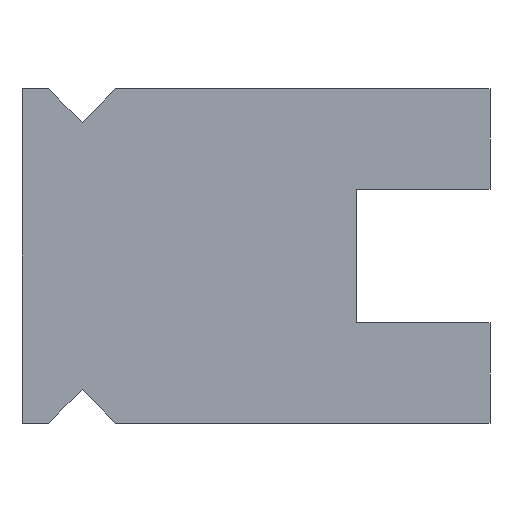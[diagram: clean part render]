
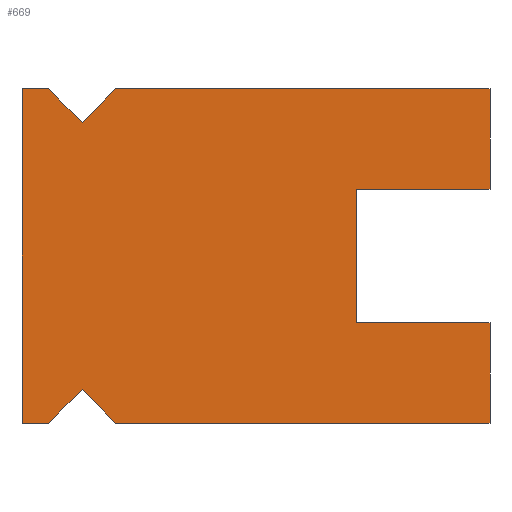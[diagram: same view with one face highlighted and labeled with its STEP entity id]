
A CAD part, left-side view. The second image highlights one B-rep face of the part: STEP entity #669.
In plain terms, the highlighted planar face has unit normal (-1, 0, 0).
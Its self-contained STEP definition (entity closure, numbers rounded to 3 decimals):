
#2 = VERTEX_POINT ( 'NONE', #694 ) ;
#8 = EDGE_CURVE ( 'NONE', #423, #666, #486, .T. ) ;
#12 = VECTOR ( 'NONE', #139, 1000. ) ;
#17 = CARTESIAN_POINT ( 'NONE',  ( -110., 26., 35. ) ) ;
#47 = DIRECTION ( 'NONE',  ( 0., -0.707, -0.707 ) ) ;
#55 = VERTEX_POINT ( 'NONE', #619 ) ;
#56 = FACE_OUTER_BOUND ( 'NONE', #727, .T. ) ;
#64 = CARTESIAN_POINT ( 'NONE',  ( -110., -35., 30. ) ) ;
#95 = CARTESIAN_POINT ( 'NONE',  ( -110., 35., -10. ) ) ;
#96 = DIRECTION ( 'NONE',  ( 0., -0.707, 0.707 ) ) ;
#99 = CARTESIAN_POINT ( 'NONE',  ( -110., -35., -10. ) ) ;
#124 = LINE ( 'NONE', #434, #705 ) ;
#130 = ORIENTED_EDGE ( 'NONE', *, *, #512, .F. ) ;
#132 = EDGE_CURVE ( 'NONE', #918, #423, #734, .T. ) ;
#135 = CARTESIAN_POINT ( 'NONE',  ( -110., 26., -5. ) ) ;
#139 = DIRECTION ( 'NONE',  ( 0., 0.707, 0.707 ) ) ;
#145 = EDGE_CURVE ( 'NONE', #2, #892, #258, .T. ) ;
#159 = CARTESIAN_POINT ( 'NONE',  ( -110., 31., -10. ) ) ;
#166 = ORIENTED_EDGE ( 'NONE', *, *, #729, .F. ) ;
#178 = CARTESIAN_POINT ( 'NONE',  ( -110., -35., -10. ) ) ;
#195 = CARTESIAN_POINT ( 'NONE',  ( -110., 31., 40. ) ) ;
#218 = LINE ( 'NONE', #829, #722 ) ;
#219 = VECTOR ( 'NONE', #924, 1000. ) ;
#226 = DIRECTION ( 'NONE',  ( 0., 0., -1. ) ) ;
#231 = CARTESIAN_POINT ( 'NONE',  ( -110., -35., 25. ) ) ;
#240 = DIRECTION ( 'NONE',  ( 0., 1., 0. ) ) ;
#248 = CARTESIAN_POINT ( 'NONE',  ( -110., -35., 40. ) ) ;
#258 = LINE ( 'NONE', #890, #628 ) ;
#265 = CARTESIAN_POINT ( 'NONE',  ( -110., 31., 40. ) ) ;
#272 = VERTEX_POINT ( 'NONE', #231 ) ;
#283 = DIRECTION ( 'NONE',  ( 0., 0., -1. ) ) ;
#286 = VERTEX_POINT ( 'NONE', #753 ) ;
#298 = EDGE_CURVE ( 'NONE', #802, #571, #452, .T. ) ;
#306 = LINE ( 'NONE', #933, #691 ) ;
#324 = VECTOR ( 'NONE', #849, 1000. ) ;
#327 = ORIENTED_EDGE ( 'NONE', *, *, #436, .T. ) ;
#349 = ORIENTED_EDGE ( 'NONE', *, *, #298, .F. ) ;
#356 = PLANE ( 'NONE',  #392 ) ;
#360 = VECTOR ( 'NONE', #750, 1000. ) ;
#368 = EDGE_CURVE ( 'NONE', #286, #55, #603, .T. ) ;
#374 = VECTOR ( 'NONE', #898, 1000. ) ;
#385 = CARTESIAN_POINT ( 'NONE',  ( -110., 21., -10. ) ) ;
#392 = AXIS2_PLACEMENT_3D ( 'NONE', #660, #965, #283 ) ;
#422 = ORIENTED_EDGE ( 'NONE', *, *, #132, .F. ) ;
#423 = VERTEX_POINT ( 'NONE', #706 ) ;
#428 = VECTOR ( 'NONE', #853, 1000. ) ;
#434 = CARTESIAN_POINT ( 'NONE',  ( -110., -55., 25. ) ) ;
#435 = VERTEX_POINT ( 'NONE', #95 ) ;
#436 = EDGE_CURVE ( 'NONE', #930, #435, #630, .T. ) ;
#452 = LINE ( 'NONE', #64, #374 ) ;
#457 = EDGE_CURVE ( 'NONE', #571, #819, #696, .T. ) ;
#476 = VECTOR ( 'NONE', #96, 1000. ) ;
#486 = LINE ( 'NONE', #17, #476 ) ;
#494 = ORIENTED_EDGE ( 'NONE', *, *, #368, .T. ) ;
#496 = ORIENTED_EDGE ( 'NONE', *, *, #659, .T. ) ;
#498 = EDGE_CURVE ( 'NONE', #666, #509, #772, .T. ) ;
#508 = ORIENTED_EDGE ( 'NONE', *, *, #457, .F. ) ;
#509 = VERTEX_POINT ( 'NONE', #248 ) ;
#512 = EDGE_CURVE ( 'NONE', #892, #435, #779, .T. ) ;
#540 = VECTOR ( 'NONE', #837, 1000. ) ;
#555 = DIRECTION ( 'NONE',  ( 0., 1., 0. ) ) ;
#557 = CARTESIAN_POINT ( 'NONE',  ( -110., 35., 30. ) ) ;
#566 = DIRECTION ( 'NONE',  ( 0., 0.707, -0.707 ) ) ;
#571 = VERTEX_POINT ( 'NONE', #790 ) ;
#603 = LINE ( 'NONE', #907, #360 ) ;
#619 = CARTESIAN_POINT ( 'NONE',  ( -110., -15., 25. ) ) ;
#628 = VECTOR ( 'NONE', #566, 1000. ) ;
#630 = LINE ( 'NONE', #557, #324 ) ;
#634 = CARTESIAN_POINT ( 'NONE',  ( -110., 35., 40. ) ) ;
#659 = EDGE_CURVE ( 'NONE', #55, #272, #124, .T. ) ;
#660 = CARTESIAN_POINT ( 'NONE',  ( -110., 35., 30. ) ) ;
#664 = VECTOR ( 'NONE', #240, 1000. ) ;
#666 = VERTEX_POINT ( 'NONE', #732 ) ;
#669 = ADVANCED_FACE ( 'NONE', ( #56 ), #356, .F. ) ;
#691 = VECTOR ( 'NONE', #555, 1000. ) ;
#694 = CARTESIAN_POINT ( 'NONE',  ( -110., 26., -5. ) ) ;
#696 = LINE ( 'NONE', #99, #664 ) ;
#701 = EDGE_CURVE ( 'NONE', #930, #918, #914, .T. ) ;
#705 = VECTOR ( 'NONE', #808, 1000. ) ;
#706 = CARTESIAN_POINT ( 'NONE',  ( -110., 26., 35. ) ) ;
#722 = VECTOR ( 'NONE', #226, 1000. ) ;
#727 = EDGE_LOOP ( 'NONE', ( #130, #812, #730, #508, #349, #826, #494, #496, #166, #738, #940, #422, #806, #327 ) ) ;
#729 = EDGE_CURVE ( 'NONE', #509, #272, #218, .T. ) ;
#730 = ORIENTED_EDGE ( 'NONE', *, *, #771, .F. ) ;
#732 = CARTESIAN_POINT ( 'NONE',  ( -110., 21., 40. ) ) ;
#734 = LINE ( 'NONE', #265, #977 ) ;
#738 = ORIENTED_EDGE ( 'NONE', *, *, #498, .F. ) ;
#748 = LINE ( 'NONE', #135, #12 ) ;
#750 = DIRECTION ( 'NONE',  ( 0., 0., 1. ) ) ;
#753 = CARTESIAN_POINT ( 'NONE',  ( -110., -15., 5. ) ) ;
#771 = EDGE_CURVE ( 'NONE', #819, #2, #748, .T. ) ;
#772 = LINE ( 'NONE', #634, #219 ) ;
#774 = CARTESIAN_POINT ( 'NONE',  ( -110., -35., 5. ) ) ;
#779 = LINE ( 'NONE', #178, #428 ) ;
#790 = CARTESIAN_POINT ( 'NONE',  ( -110., -35., -10. ) ) ;
#802 = VERTEX_POINT ( 'NONE', #774 ) ;
#806 = ORIENTED_EDGE ( 'NONE', *, *, #701, .F. ) ;
#808 = DIRECTION ( 'NONE',  ( 0., -1., 0. ) ) ;
#812 = ORIENTED_EDGE ( 'NONE', *, *, #145, .F. ) ;
#819 = VERTEX_POINT ( 'NONE', #385 ) ;
#826 = ORIENTED_EDGE ( 'NONE', *, *, #838, .T. ) ;
#829 = CARTESIAN_POINT ( 'NONE',  ( -110., -35., 30. ) ) ;
#837 = DIRECTION ( 'NONE',  ( 0., -1., 0. ) ) ;
#838 = EDGE_CURVE ( 'NONE', #802, #286, #306, .T. ) ;
#849 = DIRECTION ( 'NONE',  ( 0., 0., -1. ) ) ;
#853 = DIRECTION ( 'NONE',  ( 0., 1., 0. ) ) ;
#876 = CARTESIAN_POINT ( 'NONE',  ( -110., 35., 40. ) ) ;
#890 = CARTESIAN_POINT ( 'NONE',  ( -110., 31., -10. ) ) ;
#892 = VERTEX_POINT ( 'NONE', #159 ) ;
#897 = CARTESIAN_POINT ( 'NONE',  ( -110., 35., 40. ) ) ;
#898 = DIRECTION ( 'NONE',  ( 0., 0., -1. ) ) ;
#907 = CARTESIAN_POINT ( 'NONE',  ( -110., -15., 5. ) ) ;
#914 = LINE ( 'NONE', #897, #540 ) ;
#918 = VERTEX_POINT ( 'NONE', #195 ) ;
#924 = DIRECTION ( 'NONE',  ( 0., -1., 0. ) ) ;
#930 = VERTEX_POINT ( 'NONE', #876 ) ;
#933 = CARTESIAN_POINT ( 'NONE',  ( -110., -55., 5. ) ) ;
#940 = ORIENTED_EDGE ( 'NONE', *, *, #8, .F. ) ;
#965 = DIRECTION ( 'NONE',  ( 1., 0., 0. ) ) ;
#977 = VECTOR ( 'NONE', #47, 1000. ) ;
